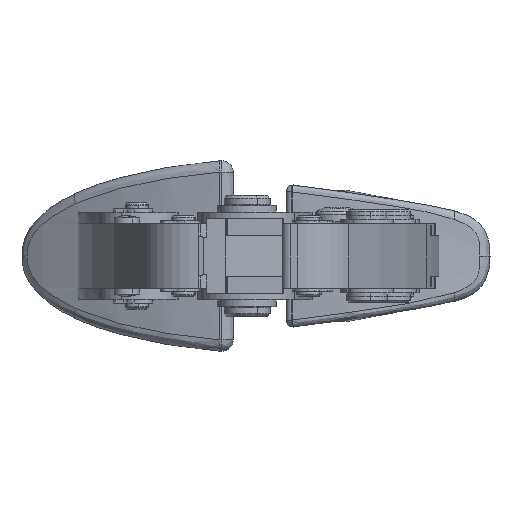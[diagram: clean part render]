
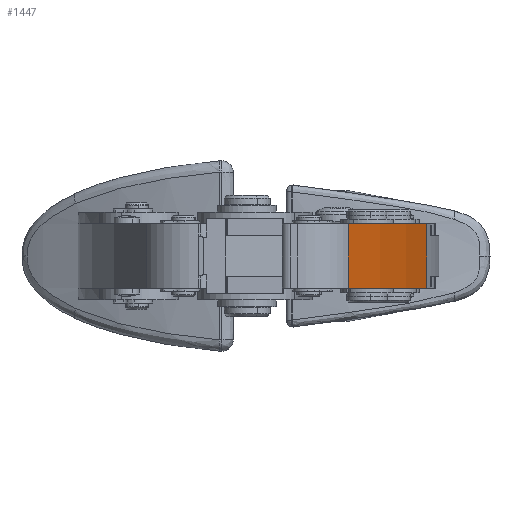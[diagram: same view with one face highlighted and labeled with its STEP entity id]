
A CAD part, left-side view. The second image highlights one B-rep face of the part: STEP entity #1447.
In plain terms, the highlighted cylindrical face has radius 136.613 mm (diameter 273.227 mm), a partial arc.
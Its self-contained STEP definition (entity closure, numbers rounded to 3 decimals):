
#968=AXIS2_PLACEMENT_3D('Circle Axis2P3D',#966,#967,$) ;
#1427=AXIS2_PLACEMENT_3D('Cylinder Axis2P3D',#1424,#1425,#1426) ;
#1438=AXIS2_PLACEMENT_3D('Circle Axis2P3D',#1436,#1437,$) ;
#963=CARTESIAN_POINT('Vertex',(5.017,24.571,22.06)) ;
#966=CARTESIAN_POINT('Axis2P3D Location',(73.085,143.02,22.06)) ;
#970=CARTESIAN_POINT('Vertex',(38.26,10.92,22.06)) ;
#1393=CARTESIAN_POINT('Line Origine',(38.26,10.92,16.51)) ;
#1397=CARTESIAN_POINT('Vertex',(38.26,10.92,10.96)) ;
#1424=CARTESIAN_POINT('Axis2P3D Location',(73.085,143.02,21.06)) ;
#1429=CARTESIAN_POINT('Line Origine',(5.017,24.571,21.06)) ;
#1433=CARTESIAN_POINT('Vertex',(5.017,24.571,10.96)) ;
#1436=CARTESIAN_POINT('Axis2P3D Location',(73.085,143.02,10.96)) ;
#967=DIRECTION('Axis2P3D Direction',(0.,0.,-1.)) ;
#1394=DIRECTION('Vector Direction',(0.,0.,1.)) ;
#1425=DIRECTION('Axis2P3D Direction',(0.,0.,-1.)) ;
#1426=DIRECTION('Axis2P3D XDirection',(-0.239,-0.971,0.)) ;
#1430=DIRECTION('Vector Direction',(0.,0.,-1.)) ;
#1437=DIRECTION('Axis2P3D Direction',(0.,0.,-1.)) ;
#1395=VECTOR('Line Direction',#1394,1.) ;
#1431=VECTOR('Line Direction',#1430,1.) ;
#1442=ORIENTED_EDGE('',*,*,#1399,.F.) ;
#1443=ORIENTED_EDGE('',*,*,#972,.T.) ;
#1444=ORIENTED_EDGE('',*,*,#1435,.T.) ;
#1445=ORIENTED_EDGE('',*,*,#1440,.F.) ;
#1447=ADVANCED_FACE('Hauptk\X2\00F6\X0\rper',(#1446),#1428,.T.) ;
#969=CIRCLE('generated circle',#968,136.614) ;
#1439=CIRCLE('generated circle',#1438,136.614) ;
#1428=CYLINDRICAL_SURFACE('generated cylinder',#1427,136.614) ;
#972=EDGE_CURVE('',#971,#964,#969,.T.) ;
#1399=EDGE_CURVE('',#971,#1398,#1396,.F.) ;
#1435=EDGE_CURVE('',#964,#1434,#1432,.T.) ;
#1440=EDGE_CURVE('',#1398,#1434,#1439,.T.) ;
#1441=EDGE_LOOP('',(#1442,#1443,#1444,#1445)) ;
#1446=FACE_OUTER_BOUND('',#1441,.T.) ;
#1396=LINE('Line',#1393,#1395) ;
#1432=LINE('Line',#1429,#1431) ;
#964=VERTEX_POINT('',#963) ;
#971=VERTEX_POINT('',#970) ;
#1398=VERTEX_POINT('',#1397) ;
#1434=VERTEX_POINT('',#1433) ;
